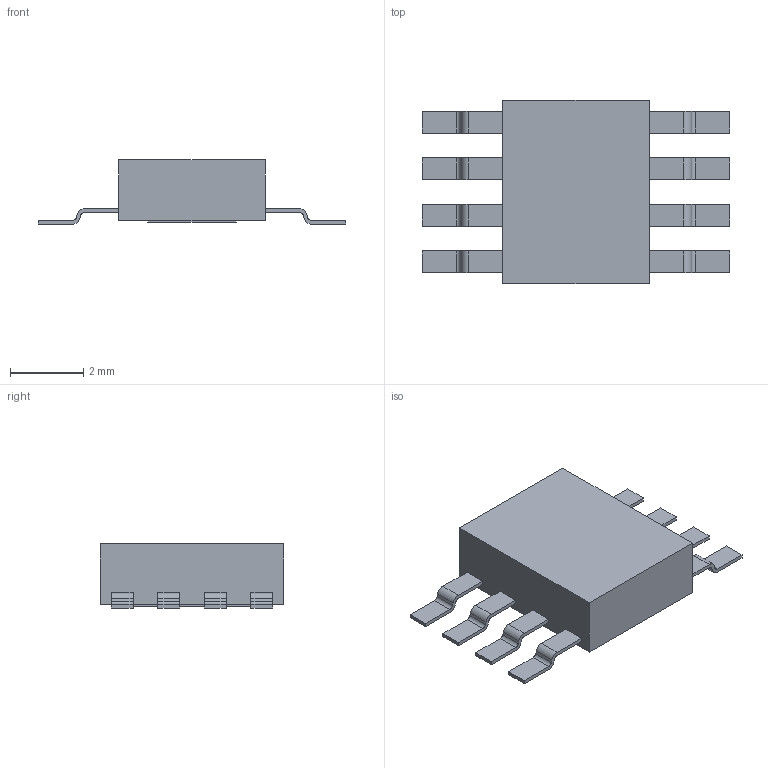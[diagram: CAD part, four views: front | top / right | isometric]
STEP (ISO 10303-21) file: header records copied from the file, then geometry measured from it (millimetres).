
FILE_DESCRIPTION(('STEP AP214'),'1');
FILE_NAME('SOIC-8_ALM','2021-04-18T16:54:07',(''),(''),'','','');
FILE_SCHEMA(('AUTOMOTIVE_DESIGN'));
Length unit declared in the file: millimetre
Products named in the file (1): product
Bounding box: 8.4 x 5 x 1.75 mm (x, y, z)
Volume: 34.6 mm3; surface area: 113.9 mm2
Topology: 10 solids, 10 shells, 124 faces, 312 edges, 208 vertices
Faces by surface type: plane 92, cylinder 32
Entity records: 3577 total; most frequent: DIRECTION 626, ORIENTED_EDGE 624, CARTESIAN_POINT 365, EDGE_CURVE 312, LINE 248, VECTOR 248, VERTEX_POINT 208, AXIS2_PLACEMENT_3D 189
